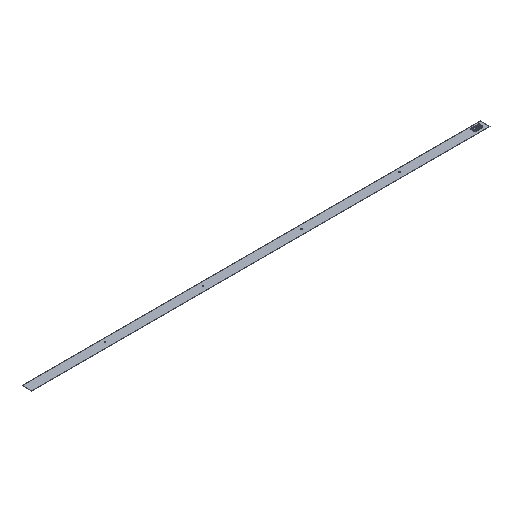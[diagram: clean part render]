
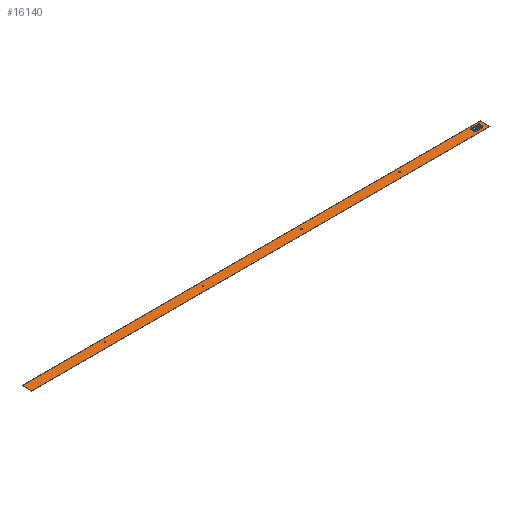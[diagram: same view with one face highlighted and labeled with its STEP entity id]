
A CAD part, isometric view. The second image highlights one B-rep face of the part: STEP entity #16140.
In plain terms, the highlighted planar face has unit normal (0, 0, 1).
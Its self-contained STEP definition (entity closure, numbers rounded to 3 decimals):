
#15729 = VERTEX_POINT('',#15730);
#15730 = CARTESIAN_POINT('',(20.,-89.4,0.104));
#15737 = PLANE('',#15738);
#15738 = AXIS2_PLACEMENT_3D('',#15739,#15740,#15741);
#15739 = CARTESIAN_POINT('',(20.,-89.4,0.));
#15740 = DIRECTION('',(1.,0.,-0.));
#15741 = DIRECTION('',(0.,-1.,0.));
#15749 = PLANE('',#15750);
#15750 = AXIS2_PLACEMENT_3D('',#15751,#15752,#15753);
#15751 = CARTESIAN_POINT('',(230.,-89.4,0.));
#15752 = DIRECTION('',(0.,-1.,0.));
#15753 = DIRECTION('',(-1.,0.,0.));
#15761 = EDGE_CURVE('',#15729,#15762,#15764,.T.);
#15762 = VERTEX_POINT('',#15763);
#15763 = CARTESIAN_POINT('',(20.,-93.95,0.104));
#15764 = SURFACE_CURVE('',#15765,(#15769,#15776),.PCURVE_S1.);
#15765 = LINE('',#15766,#15767);
#15766 = CARTESIAN_POINT('',(20.,-89.4,0.104));
#15767 = VECTOR('',#15768,1.);
#15768 = DIRECTION('',(0.,-1.,0.));
#15769 = PCURVE('',#15737,#15770);
#15770 = DEFINITIONAL_REPRESENTATION('',(#15771),#15775);
#15771 = LINE('',#15772,#15773);
#15772 = CARTESIAN_POINT('',(0.,-0.104));
#15773 = VECTOR('',#15774,1.);
#15774 = DIRECTION('',(1.,0.));
#15775 = ( GEOMETRIC_REPRESENTATION_CONTEXT(2) 
PARAMETRIC_REPRESENTATION_CONTEXT() REPRESENTATION_CONTEXT('2D SPACE',''
  ) );
#15776 = PCURVE('',#15777,#15782);
#15777 = PLANE('',#15778);
#15778 = AXIS2_PLACEMENT_3D('',#15779,#15780,#15781);
#15779 = CARTESIAN_POINT('',(125.,-91.675,0.104));
#15780 = DIRECTION('',(0.,0.,1.));
#15781 = DIRECTION('',(1.,0.,-0.));
#15782 = DEFINITIONAL_REPRESENTATION('',(#15783),#15787);
#15783 = LINE('',#15784,#15785);
#15784 = CARTESIAN_POINT('',(-105.,2.275));
#15785 = VECTOR('',#15786,1.);
#15786 = DIRECTION('',(0.,-1.));
#15787 = ( GEOMETRIC_REPRESENTATION_CONTEXT(2) 
PARAMETRIC_REPRESENTATION_CONTEXT() REPRESENTATION_CONTEXT('2D SPACE',''
  ) );
#15805 = PLANE('',#15806);
#15806 = AXIS2_PLACEMENT_3D('',#15807,#15808,#15809);
#15807 = CARTESIAN_POINT('',(20.,-93.95,0.));
#15808 = DIRECTION('',(0.,1.,0.));
#15809 = DIRECTION('',(1.,0.,0.));
#15849 = VERTEX_POINT('',#15850);
#15850 = CARTESIAN_POINT('',(230.,-89.4,0.104));
#15864 = PLANE('',#15865);
#15865 = AXIS2_PLACEMENT_3D('',#15866,#15867,#15868);
#15866 = CARTESIAN_POINT('',(230.,-93.95,0.));
#15867 = DIRECTION('',(-1.,0.,0.));
#15868 = DIRECTION('',(0.,1.,0.));
#15876 = EDGE_CURVE('',#15849,#15729,#15877,.T.);
#15877 = SURFACE_CURVE('',#15878,(#15882,#15889),.PCURVE_S1.);
#15878 = LINE('',#15879,#15880);
#15879 = CARTESIAN_POINT('',(230.,-89.4,0.104));
#15880 = VECTOR('',#15881,1.);
#15881 = DIRECTION('',(-1.,0.,0.));
#15882 = PCURVE('',#15749,#15883);
#15883 = DEFINITIONAL_REPRESENTATION('',(#15884),#15888);
#15884 = LINE('',#15885,#15886);
#15885 = CARTESIAN_POINT('',(0.,-0.104));
#15886 = VECTOR('',#15887,1.);
#15887 = DIRECTION('',(1.,0.));
#15888 = ( GEOMETRIC_REPRESENTATION_CONTEXT(2) 
PARAMETRIC_REPRESENTATION_CONTEXT() REPRESENTATION_CONTEXT('2D SPACE',''
  ) );
#15889 = PCURVE('',#15777,#15890);
#15890 = DEFINITIONAL_REPRESENTATION('',(#15891),#15895);
#15891 = LINE('',#15892,#15893);
#15892 = CARTESIAN_POINT('',(105.,2.275));
#15893 = VECTOR('',#15894,1.);
#15894 = DIRECTION('',(-1.,0.));
#15895 = ( GEOMETRIC_REPRESENTATION_CONTEXT(2) 
PARAMETRIC_REPRESENTATION_CONTEXT() REPRESENTATION_CONTEXT('2D SPACE',''
  ) );
#15923 = EDGE_CURVE('',#15762,#15924,#15926,.T.);
#15924 = VERTEX_POINT('',#15925);
#15925 = CARTESIAN_POINT('',(230.,-93.95,0.104));
#15926 = SURFACE_CURVE('',#15927,(#15931,#15938),.PCURVE_S1.);
#15927 = LINE('',#15928,#15929);
#15928 = CARTESIAN_POINT('',(20.,-93.95,0.104));
#15929 = VECTOR('',#15930,1.);
#15930 = DIRECTION('',(1.,0.,0.));
#15931 = PCURVE('',#15805,#15932);
#15932 = DEFINITIONAL_REPRESENTATION('',(#15933),#15937);
#15933 = LINE('',#15934,#15935);
#15934 = CARTESIAN_POINT('',(0.,-0.104));
#15935 = VECTOR('',#15936,1.);
#15936 = DIRECTION('',(1.,0.));
#15937 = ( GEOMETRIC_REPRESENTATION_CONTEXT(2) 
PARAMETRIC_REPRESENTATION_CONTEXT() REPRESENTATION_CONTEXT('2D SPACE',''
  ) );
#15938 = PCURVE('',#15777,#15939);
#15939 = DEFINITIONAL_REPRESENTATION('',(#15940),#15944);
#15940 = LINE('',#15941,#15942);
#15941 = CARTESIAN_POINT('',(-105.,-2.275));
#15942 = VECTOR('',#15943,1.);
#15943 = DIRECTION('',(1.,0.));
#15944 = ( GEOMETRIC_REPRESENTATION_CONTEXT(2) 
PARAMETRIC_REPRESENTATION_CONTEXT() REPRESENTATION_CONTEXT('2D SPACE',''
  ) );
#16036 = CYLINDRICAL_SURFACE('',#16037,0.25);
#16037 = AXIS2_PLACEMENT_3D('',#16038,#16039,#16040);
#16038 = CARTESIAN_POINT('',(191.11,-91.365,-0.052));
#16039 = DIRECTION('',(0.,0.,1.));
#16040 = DIRECTION('',(1.,0.,-0.));
#16067 = CYLINDRICAL_SURFACE('',#16068,0.25);
#16068 = AXIS2_PLACEMENT_3D('',#16069,#16070,#16071);
#16069 = CARTESIAN_POINT('',(56.11,-91.325,-0.052));
#16070 = DIRECTION('',(0.,0.,1.));
#16071 = DIRECTION('',(1.,0.,-0.));
#16098 = CYLINDRICAL_SURFACE('',#16099,0.25);
#16099 = AXIS2_PLACEMENT_3D('',#16100,#16101,#16102);
#16100 = CARTESIAN_POINT('',(101.11,-91.325,-0.052));
#16101 = DIRECTION('',(0.,0.,1.));
#16102 = DIRECTION('',(1.,0.,-0.));
#16129 = CYLINDRICAL_SURFACE('',#16130,0.25);
#16130 = AXIS2_PLACEMENT_3D('',#16131,#16132,#16133);
#16131 = CARTESIAN_POINT('',(146.11,-91.325,-0.052));
#16132 = DIRECTION('',(0.,0.,1.));
#16133 = DIRECTION('',(1.,0.,-0.));
#16140 = ADVANCED_FACE('',(#16141,#16167,#16193,#16219,#16245),#15777,
  .T.);
#16141 = FACE_BOUND('',#16142,.T.);
#16142 = EDGE_LOOP('',(#16143,#16144,#16145,#16166));
#16143 = ORIENTED_EDGE('',*,*,#15761,.T.);
#16144 = ORIENTED_EDGE('',*,*,#15923,.T.);
#16145 = ORIENTED_EDGE('',*,*,#16146,.T.);
#16146 = EDGE_CURVE('',#15924,#15849,#16147,.T.);
#16147 = SURFACE_CURVE('',#16148,(#16152,#16159),.PCURVE_S1.);
#16148 = LINE('',#16149,#16150);
#16149 = CARTESIAN_POINT('',(230.,-93.95,0.104));
#16150 = VECTOR('',#16151,1.);
#16151 = DIRECTION('',(0.,1.,0.));
#16152 = PCURVE('',#15777,#16153);
#16153 = DEFINITIONAL_REPRESENTATION('',(#16154),#16158);
#16154 = LINE('',#16155,#16156);
#16155 = CARTESIAN_POINT('',(105.,-2.275));
#16156 = VECTOR('',#16157,1.);
#16157 = DIRECTION('',(0.,1.));
#16158 = ( GEOMETRIC_REPRESENTATION_CONTEXT(2) 
PARAMETRIC_REPRESENTATION_CONTEXT() REPRESENTATION_CONTEXT('2D SPACE',''
  ) );
#16159 = PCURVE('',#15864,#16160);
#16160 = DEFINITIONAL_REPRESENTATION('',(#16161),#16165);
#16161 = LINE('',#16162,#16163);
#16162 = CARTESIAN_POINT('',(0.,-0.104));
#16163 = VECTOR('',#16164,1.);
#16164 = DIRECTION('',(1.,0.));
#16165 = ( GEOMETRIC_REPRESENTATION_CONTEXT(2) 
PARAMETRIC_REPRESENTATION_CONTEXT() REPRESENTATION_CONTEXT('2D SPACE',''
  ) );
#16166 = ORIENTED_EDGE('',*,*,#15876,.T.);
#16167 = FACE_BOUND('',#16168,.T.);
#16168 = EDGE_LOOP('',(#16169));
#16169 = ORIENTED_EDGE('',*,*,#16170,.F.);
#16170 = EDGE_CURVE('',#16171,#16171,#16173,.T.);
#16171 = VERTEX_POINT('',#16172);
#16172 = CARTESIAN_POINT('',(191.36,-91.365,0.104));
#16173 = SURFACE_CURVE('',#16174,(#16179,#16186),.PCURVE_S1.);
#16174 = CIRCLE('',#16175,0.25);
#16175 = AXIS2_PLACEMENT_3D('',#16176,#16177,#16178);
#16176 = CARTESIAN_POINT('',(191.11,-91.365,0.104));
#16177 = DIRECTION('',(0.,0.,1.));
#16178 = DIRECTION('',(1.,0.,-0.));
#16179 = PCURVE('',#15777,#16180);
#16180 = DEFINITIONAL_REPRESENTATION('',(#16181),#16185);
#16181 = CIRCLE('',#16182,0.25);
#16182 = AXIS2_PLACEMENT_2D('',#16183,#16184);
#16183 = CARTESIAN_POINT('',(66.11,0.311));
#16184 = DIRECTION('',(1.,0.));
#16185 = ( GEOMETRIC_REPRESENTATION_CONTEXT(2) 
PARAMETRIC_REPRESENTATION_CONTEXT() REPRESENTATION_CONTEXT('2D SPACE',''
  ) );
#16186 = PCURVE('',#16036,#16187);
#16187 = DEFINITIONAL_REPRESENTATION('',(#16188),#16192);
#16188 = LINE('',#16189,#16190);
#16189 = CARTESIAN_POINT('',(0.,0.156));
#16190 = VECTOR('',#16191,1.);
#16191 = DIRECTION('',(1.,0.));
#16192 = ( GEOMETRIC_REPRESENTATION_CONTEXT(2) 
PARAMETRIC_REPRESENTATION_CONTEXT() REPRESENTATION_CONTEXT('2D SPACE',''
  ) );
#16193 = FACE_BOUND('',#16194,.T.);
#16194 = EDGE_LOOP('',(#16195));
#16195 = ORIENTED_EDGE('',*,*,#16196,.F.);
#16196 = EDGE_CURVE('',#16197,#16197,#16199,.T.);
#16197 = VERTEX_POINT('',#16198);
#16198 = CARTESIAN_POINT('',(56.36,-91.325,0.104));
#16199 = SURFACE_CURVE('',#16200,(#16205,#16212),.PCURVE_S1.);
#16200 = CIRCLE('',#16201,0.25);
#16201 = AXIS2_PLACEMENT_3D('',#16202,#16203,#16204);
#16202 = CARTESIAN_POINT('',(56.11,-91.325,0.104));
#16203 = DIRECTION('',(0.,0.,1.));
#16204 = DIRECTION('',(1.,0.,-0.));
#16205 = PCURVE('',#15777,#16206);
#16206 = DEFINITIONAL_REPRESENTATION('',(#16207),#16211);
#16207 = CIRCLE('',#16208,0.25);
#16208 = AXIS2_PLACEMENT_2D('',#16209,#16210);
#16209 = CARTESIAN_POINT('',(-68.89,0.351));
#16210 = DIRECTION('',(1.,0.));
#16211 = ( GEOMETRIC_REPRESENTATION_CONTEXT(2) 
PARAMETRIC_REPRESENTATION_CONTEXT() REPRESENTATION_CONTEXT('2D SPACE',''
  ) );
#16212 = PCURVE('',#16067,#16213);
#16213 = DEFINITIONAL_REPRESENTATION('',(#16214),#16218);
#16214 = LINE('',#16215,#16216);
#16215 = CARTESIAN_POINT('',(0.,0.156));
#16216 = VECTOR('',#16217,1.);
#16217 = DIRECTION('',(1.,0.));
#16218 = ( GEOMETRIC_REPRESENTATION_CONTEXT(2) 
PARAMETRIC_REPRESENTATION_CONTEXT() REPRESENTATION_CONTEXT('2D SPACE',''
  ) );
#16219 = FACE_BOUND('',#16220,.T.);
#16220 = EDGE_LOOP('',(#16221));
#16221 = ORIENTED_EDGE('',*,*,#16222,.F.);
#16222 = EDGE_CURVE('',#16223,#16223,#16225,.T.);
#16223 = VERTEX_POINT('',#16224);
#16224 = CARTESIAN_POINT('',(101.36,-91.325,0.104));
#16225 = SURFACE_CURVE('',#16226,(#16231,#16238),.PCURVE_S1.);
#16226 = CIRCLE('',#16227,0.25);
#16227 = AXIS2_PLACEMENT_3D('',#16228,#16229,#16230);
#16228 = CARTESIAN_POINT('',(101.11,-91.325,0.104));
#16229 = DIRECTION('',(0.,0.,1.));
#16230 = DIRECTION('',(1.,0.,-0.));
#16231 = PCURVE('',#15777,#16232);
#16232 = DEFINITIONAL_REPRESENTATION('',(#16233),#16237);
#16233 = CIRCLE('',#16234,0.25);
#16234 = AXIS2_PLACEMENT_2D('',#16235,#16236);
#16235 = CARTESIAN_POINT('',(-23.89,0.351));
#16236 = DIRECTION('',(1.,0.));
#16237 = ( GEOMETRIC_REPRESENTATION_CONTEXT(2) 
PARAMETRIC_REPRESENTATION_CONTEXT() REPRESENTATION_CONTEXT('2D SPACE',''
  ) );
#16238 = PCURVE('',#16098,#16239);
#16239 = DEFINITIONAL_REPRESENTATION('',(#16240),#16244);
#16240 = LINE('',#16241,#16242);
#16241 = CARTESIAN_POINT('',(0.,0.156));
#16242 = VECTOR('',#16243,1.);
#16243 = DIRECTION('',(1.,0.));
#16244 = ( GEOMETRIC_REPRESENTATION_CONTEXT(2) 
PARAMETRIC_REPRESENTATION_CONTEXT() REPRESENTATION_CONTEXT('2D SPACE',''
  ) );
#16245 = FACE_BOUND('',#16246,.T.);
#16246 = EDGE_LOOP('',(#16247));
#16247 = ORIENTED_EDGE('',*,*,#16248,.F.);
#16248 = EDGE_CURVE('',#16249,#16249,#16251,.T.);
#16249 = VERTEX_POINT('',#16250);
#16250 = CARTESIAN_POINT('',(146.36,-91.325,0.104));
#16251 = SURFACE_CURVE('',#16252,(#16257,#16264),.PCURVE_S1.);
#16252 = CIRCLE('',#16253,0.25);
#16253 = AXIS2_PLACEMENT_3D('',#16254,#16255,#16256);
#16254 = CARTESIAN_POINT('',(146.11,-91.325,0.104));
#16255 = DIRECTION('',(0.,0.,1.));
#16256 = DIRECTION('',(1.,0.,-0.));
#16257 = PCURVE('',#15777,#16258);
#16258 = DEFINITIONAL_REPRESENTATION('',(#16259),#16263);
#16259 = CIRCLE('',#16260,0.25);
#16260 = AXIS2_PLACEMENT_2D('',#16261,#16262);
#16261 = CARTESIAN_POINT('',(21.11,0.351));
#16262 = DIRECTION('',(1.,0.));
#16263 = ( GEOMETRIC_REPRESENTATION_CONTEXT(2) 
PARAMETRIC_REPRESENTATION_CONTEXT() REPRESENTATION_CONTEXT('2D SPACE',''
  ) );
#16264 = PCURVE('',#16129,#16265);
#16265 = DEFINITIONAL_REPRESENTATION('',(#16266),#16270);
#16266 = LINE('',#16267,#16268);
#16267 = CARTESIAN_POINT('',(0.,0.156));
#16268 = VECTOR('',#16269,1.);
#16269 = DIRECTION('',(1.,0.));
#16270 = ( GEOMETRIC_REPRESENTATION_CONTEXT(2) 
PARAMETRIC_REPRESENTATION_CONTEXT() REPRESENTATION_CONTEXT('2D SPACE',''
  ) );
